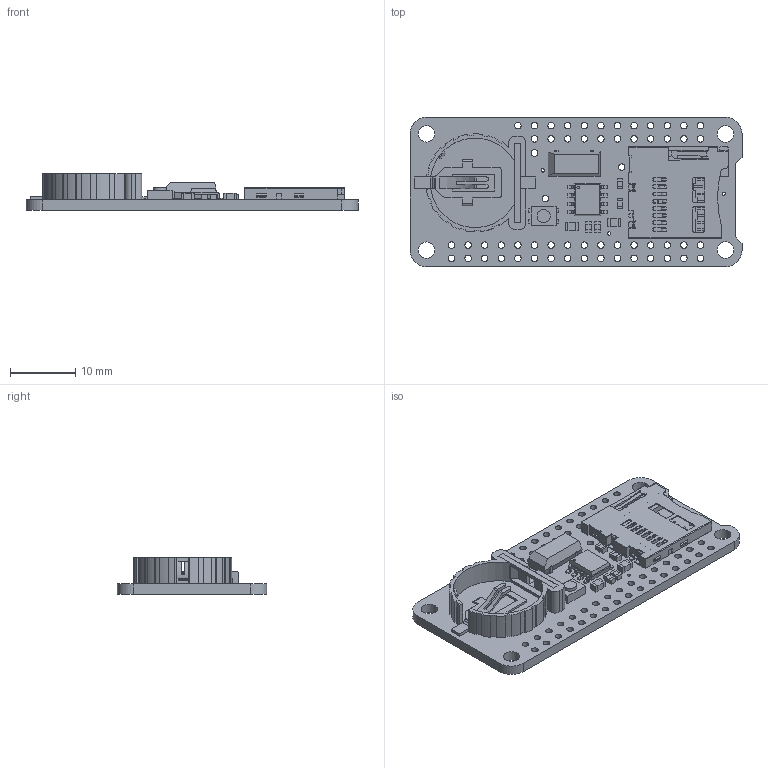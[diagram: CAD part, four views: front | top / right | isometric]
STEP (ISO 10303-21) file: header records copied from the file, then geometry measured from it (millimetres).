
FILE_DESCRIPTION(/* description */ (''),/* implementation_level */ '2;1');
FILE_NAME(/* name */ 'PCB Component.step',/* time_stamp */ '2022-10-17T16:46:06-04:00',/* author */ (''),/* organization */ (''),/* preprocessor_version */ 'ST-DEVELOPER v19',/* originating_system */ 'Autodesk Translation Framework v11.7.0.108',/* authorisation */ '');
FILE_SCHEMA (('AUTOMOTIVE_DESIGN { 1 0 10303 214 3 1 1 }'));
Length unit declared in the file: millimetre
Products named in the file (9): PCB Component; Board; microsd; KMR2; PCF8523T; 32khz; 1K; cr1220; 10uF
Assembly tree (12 placements, depth 2):
  PCB Component
    Board
    microsd
    KMR2
    PCF8523T
    32khz
    1K  x4
    cr1220
    10uF  x2
Bounding box: 50.8 x 22.86 x 5.57 mm (x, y, z)
Volume: 2255.2 mm3; surface area: 4901.6 mm2
Topology: 20 solids, 20 shells, 1246 faces, 3478 edges, 2290 vertices
Faces by surface type: plane 889, cylinder 353, bspline 2, cone 1, sphere 1
Full cylindrical faces by diameter (mm): 0.483 x1, 0.5 x9, 1 x59, 1.3 x1, 1.5 x2, 2 x1, 2.5 x2, 2.54 x2
Entity records: 39827 total; most frequent: CARTESIAN_POINT 6809, ORIENTED_EDGE 6666, DIRECTION 6463, EDGE_CURVE 3333, LINE 2609, VECTOR 2609, VERTEX_POINT 2194, AXIS2_PLACEMENT_3D 1927
